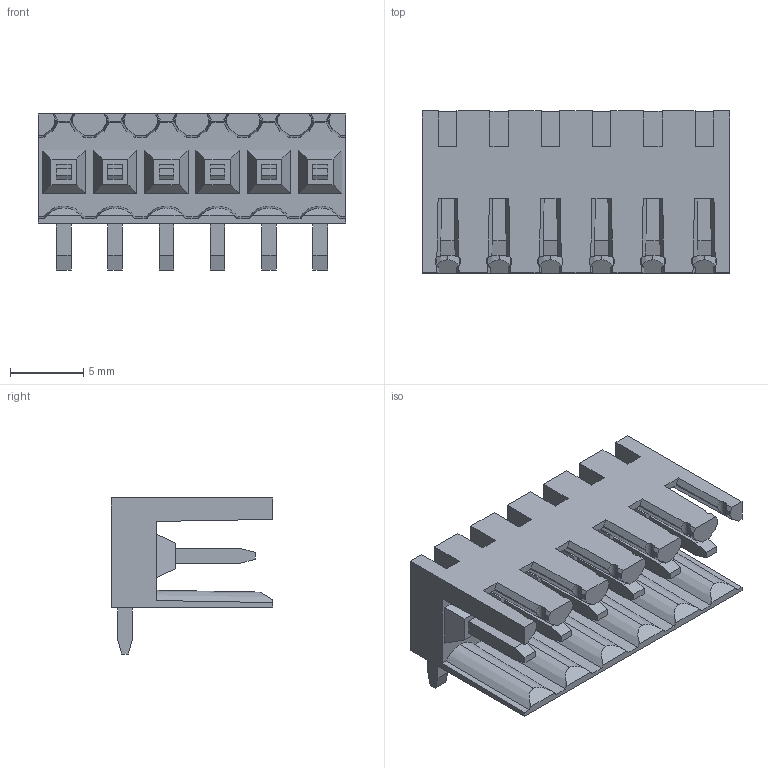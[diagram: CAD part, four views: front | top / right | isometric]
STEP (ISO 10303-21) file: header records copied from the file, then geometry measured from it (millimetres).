
FILE_DESCRIPTION(('CATIA V5 STEP Exchange','CAx-IF Rec.Pracs.--- Model Styling and Organization---1.4--- 2014-01-23'),'2;1');
FILE_NAME ('D1456193_0_1790280000_1790280000.stp','2019-11-21T11:57:28+00:00',('none'),('Weidmueller'),'CATIA Version 5-6 Release 2016 SP3 HF44','CATIA V5 STEP AP214','none');
FILE_SCHEMA(('AUTOMOTIVE_DESIGN { 1 0 10303 214 1 1 1 1 }'));
Length unit declared in the file: millimetre
Products named in the file (1): 1790280000
Bounding box: 21 x 11.05 x 10.65 mm (x, y, z)
Volume: 758.7 mm3; surface area: 1856.2 mm2
Topology: 7 solids, 7 shells, 394 faces, 1158 edges, 778 vertices
Faces by surface type: plane 310, cylinder 48, cone 36
Entity records: 12902 total; most frequent: CARTESIAN_POINT 2886, ORIENTED_EDGE 2316, DIRECTION 1628, EDGE_CURVE 1158, VECTOR 888, LINE 888, VERTEX_POINT 778, AXIS2_PLACEMENT_3D 446
